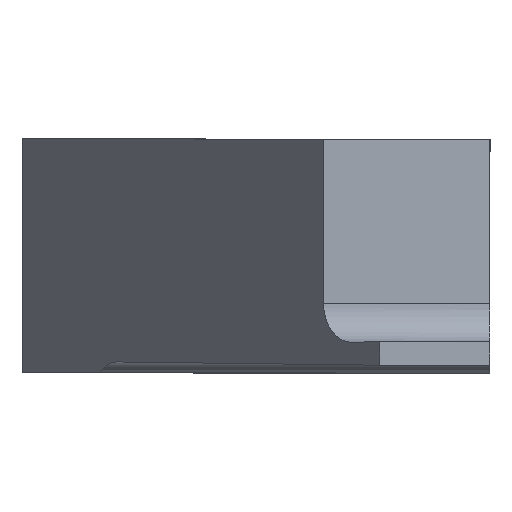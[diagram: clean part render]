
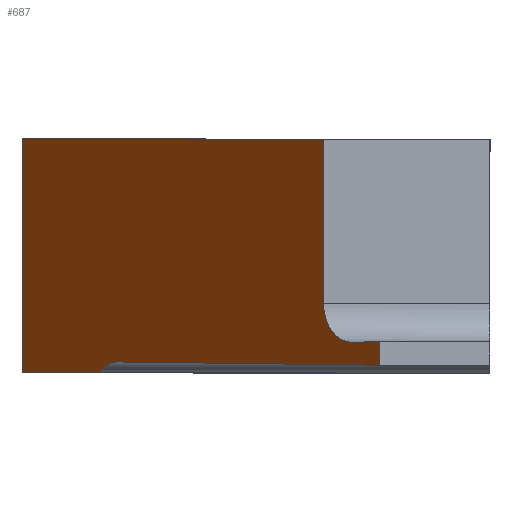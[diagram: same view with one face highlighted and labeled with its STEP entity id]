
A CAD part, left-side view. The second image highlights one B-rep face of the part: STEP entity #687.
In plain terms, the highlighted planar face has unit normal (-0.574, 0.819, 0).
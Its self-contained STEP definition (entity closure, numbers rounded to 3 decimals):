
#9 = DIRECTION ( 'NONE',  ( 0.574, -0.819, 0. ) ) ;
#16 = CARTESIAN_POINT ( 'NONE',  ( 0.529, 1.781, -1.105 ) ) ;
#26 = EDGE_CURVE ( 'NONE', #298, #85, #251, .T. ) ;
#28 = ORIENTED_EDGE ( 'NONE', *, *, #734, .T. ) ;
#40 = VERTEX_POINT ( 'NONE', #342 ) ;
#52 = CARTESIAN_POINT ( 'NONE',  ( 1.032, 2.133, 1.5 ) ) ;
#60 = CARTESIAN_POINT ( 'NONE',  ( 0., 1.411, 1.5 ) ) ;
#63 =( BOUNDED_CURVE ( )  B_SPLINE_CURVE ( 3, ( #124, #16, #581, #634 ),
 .UNSPECIFIED., .F., .F. ) 
 B_SPLINE_CURVE_WITH_KNOTS ( ( 4, 4 ),
 ( 4.704, 4.712 ),
 .UNSPECIFIED. ) 
 CURVE ( )  GEOMETRIC_REPRESENTATION_ITEM ( )  RATIONAL_B_SPLINE_CURVE ( ( 1., 1., 1., 1. ) ) 
 REPRESENTATION_ITEM ( '' )  );
#83 = ORIENTED_EDGE ( 'NONE', *, *, #701, .T. ) ;
#85 = VERTEX_POINT ( 'NONE', #511 ) ;
#88 = ORIENTED_EDGE ( 'NONE', *, *, #190, .T. ) ;
#89 = CARTESIAN_POINT ( 'NONE',  ( 5.049, 4.946, -1.407 ) ) ;
#102 = VECTOR ( 'NONE', #628, 1000. ) ;
#111 = DIRECTION ( 'NONE',  ( -0.819, -0.574, -0.007 ) ) ;
#121 = VECTOR ( 'NONE', #186, 1000. ) ;
#124 = CARTESIAN_POINT ( 'NONE',  ( 0.528, 1.78, -1.105 ) ) ;
#128 = DIRECTION ( 'NONE',  ( 0.819, 0.574, 0. ) ) ;
#145 = CARTESIAN_POINT ( 'NONE',  ( 6.554, 6., 1.5 ) ) ;
#150 = LINE ( 'NONE', #250, #102 ) ;
#172 = CARTESIAN_POINT ( 'NONE',  ( 0.017, 1.423, -1.4 ) ) ;
#186 = DIRECTION ( 'NONE',  ( 0., 0., 1. ) ) ;
#190 = EDGE_CURVE ( 'NONE', #533, #230, #63, .T. ) ;
#196 = AXIS2_PLACEMENT_3D ( 'NONE', #60, #9, #128 ) ;
#199 = EDGE_CURVE ( 'NONE', #230, #40, #637, .T. ) ;
#202 = ORIENTED_EDGE ( 'NONE', *, *, #379, .T. ) ;
#230 = VERTEX_POINT ( 'NONE', #516 ) ;
#233 = VERTEX_POINT ( 'NONE', #559 ) ;
#242 = VECTOR ( 'NONE', #111, 1000. ) ;
#250 = CARTESIAN_POINT ( 'NONE',  ( -0.015, 1.4, -1.1 ) ) ;
#251 =( BOUNDED_CURVE ( )  B_SPLINE_CURVE ( 3, ( #740, #89, #389, #502 ),
 .UNSPECIFIED., .F., .F. ) 
 B_SPLINE_CURVE_WITH_KNOTS ( ( 4, 4 ),
 ( 0.701, 1.58 ),
 .UNSPECIFIED. ) 
 CURVE ( )  GEOMETRIC_REPRESENTATION_ITEM ( )  RATIONAL_B_SPLINE_CURVE ( ( 1., 0.937, 0.937, 1. ) ) 
 REPRESENTATION_ITEM ( '' )  );
#253 = CARTESIAN_POINT ( 'NONE',  ( 0.825, 1.988, -1.105 ) ) ;
#261 = ORIENTED_EDGE ( 'NONE', *, *, #26, .T. ) ;
#269 = ORIENTED_EDGE ( 'NONE', *, *, #633, .T. ) ;
#271 = VERTEX_POINT ( 'NONE', #349 ) ;
#298 = VERTEX_POINT ( 'NONE', #570 ) ;
#331 = FACE_OUTER_BOUND ( 'NONE', #397, .T. ) ;
#342 = CARTESIAN_POINT ( 'NONE',  ( 1.032, 2.133, -0.605 ) ) ;
#349 = CARTESIAN_POINT ( 'NONE',  ( 0., 1.411, -1.1 ) ) ;
#367 = VECTOR ( 'NONE', #654, 1000. ) ;
#371 = VECTOR ( 'NONE', #422, 1000. ) ;
#372 = CARTESIAN_POINT ( 'NONE',  ( 1.032, 2.133, -0.605 ) ) ;
#379 = EDGE_CURVE ( 'NONE', #85, #738, #741, .T. ) ;
#381 = CARTESIAN_POINT ( 'NONE',  ( 1.032, 2.133, 1.5 ) ) ;
#388 = VERTEX_POINT ( 'NONE', #381 ) ;
#389 = CARTESIAN_POINT ( 'NONE',  ( 4.939, 4.869, -1.357 ) ) ;
#393 = CARTESIAN_POINT ( 'NONE',  ( 0.532, 1.783, -1.105 ) ) ;
#397 = EDGE_LOOP ( 'NONE', ( #28, #261, #202, #412, #484, #88, #726, #83, #579, #269 ) ) ;
#412 = ORIENTED_EDGE ( 'NONE', *, *, #641, .F. ) ;
#415 = CARTESIAN_POINT ( 'NONE',  ( 0., 1.411, -1.5 ) ) ;
#422 = DIRECTION ( 'NONE',  ( 0., 0., -1. ) ) ;
#428 = LINE ( 'NONE', #145, #522 ) ;
#435 = LINE ( 'NONE', #415, #684 ) ;
#444 = LINE ( 'NONE', #52, #121 ) ;
#445 = CARTESIAN_POINT ( 'NONE',  ( 0.528, 1.78, -1.105 ) ) ;
#472 = CARTESIAN_POINT ( 'NONE',  ( 1.032, 2.133, -0.898 ) ) ;
#484 = ORIENTED_EDGE ( 'NONE', *, *, #651, .T. ) ;
#502 = CARTESIAN_POINT ( 'NONE',  ( 4.818, 4.784, -1.358 ) ) ;
#508 = DIRECTION ( 'NONE',  ( -0.819, -0.574, 0. ) ) ;
#511 = CARTESIAN_POINT ( 'NONE',  ( 4.818, 4.784, -1.358 ) ) ;
#516 = CARTESIAN_POINT ( 'NONE',  ( 0.532, 1.783, -1.105 ) ) ;
#522 = VECTOR ( 'NONE', #640, 1000. ) ;
#533 = VERTEX_POINT ( 'NONE', #445 ) ;
#542 = PLANE ( 'NONE',  #196 ) ;
#547 = CARTESIAN_POINT ( 'NONE',  ( 0., 1.411, -1.4 ) ) ;
#559 = CARTESIAN_POINT ( 'NONE',  ( 6.554, 6., 1.5 ) ) ;
#570 = CARTESIAN_POINT ( 'NONE',  ( 5.127, 5.001, -1.5 ) ) ;
#573 = EDGE_CURVE ( 'NONE', #233, #388, #648, .T. ) ;
#579 = ORIENTED_EDGE ( 'NONE', *, *, #573, .F. ) ;
#581 = CARTESIAN_POINT ( 'NONE',  ( 0.531, 1.782, -1.105 ) ) ;
#597 = CARTESIAN_POINT ( 'NONE',  ( 6.554, 6., -1.5 ) ) ;
#628 = DIRECTION ( 'NONE',  ( 0.819, 0.574, -0.007 ) ) ;
#633 = EDGE_CURVE ( 'NONE', #233, #721, #428, .T. ) ;
#634 = CARTESIAN_POINT ( 'NONE',  ( 0.532, 1.783, -1.105 ) ) ;
#637 =( BOUNDED_CURVE ( )  B_SPLINE_CURVE ( 3, ( #393, #253, #472, #372 ),
 .UNSPECIFIED., .F., .F. ) 
 B_SPLINE_CURVE_WITH_KNOTS ( ( 4, 4 ),
 ( 4.712, 6.283 ),
 .UNSPECIFIED. ) 
 CURVE ( )  GEOMETRIC_REPRESENTATION_ITEM ( )  RATIONAL_B_SPLINE_CURVE ( ( 1., 0.805, 0.805, 1. ) ) 
 REPRESENTATION_ITEM ( '' )  );
#640 = DIRECTION ( 'NONE',  ( 0., 0., -1. ) ) ;
#641 = EDGE_CURVE ( 'NONE', #271, #738, #727, .T. ) ;
#648 = LINE ( 'NONE', #649, #367 ) ;
#649 = CARTESIAN_POINT ( 'NONE',  ( 0., 1.411, 1.5 ) ) ;
#651 = EDGE_CURVE ( 'NONE', #271, #533, #150, .T. ) ;
#654 = DIRECTION ( 'NONE',  ( -0.819, -0.574, 0. ) ) ;
#658 = CARTESIAN_POINT ( 'NONE',  ( 0., 1.411, 1.5 ) ) ;
#684 = VECTOR ( 'NONE', #508, 1000. ) ;
#687 = ADVANCED_FACE ( 'NONE', ( #331 ), #542, .F. ) ;
#701 = EDGE_CURVE ( 'NONE', #40, #388, #444, .T. ) ;
#721 = VERTEX_POINT ( 'NONE', #597 ) ;
#726 = ORIENTED_EDGE ( 'NONE', *, *, #199, .T. ) ;
#727 = LINE ( 'NONE', #658, #371 ) ;
#734 = EDGE_CURVE ( 'NONE', #721, #298, #435, .T. ) ;
#738 = VERTEX_POINT ( 'NONE', #547 ) ;
#740 = CARTESIAN_POINT ( 'NONE',  ( 5.127, 5.001, -1.5 ) ) ;
#741 = LINE ( 'NONE', #172, #242 ) ;
